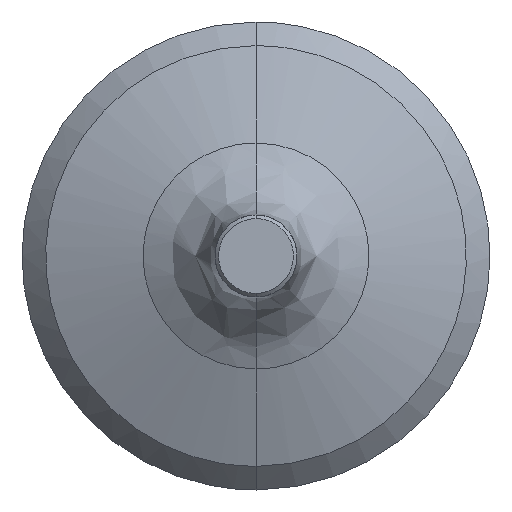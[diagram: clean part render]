
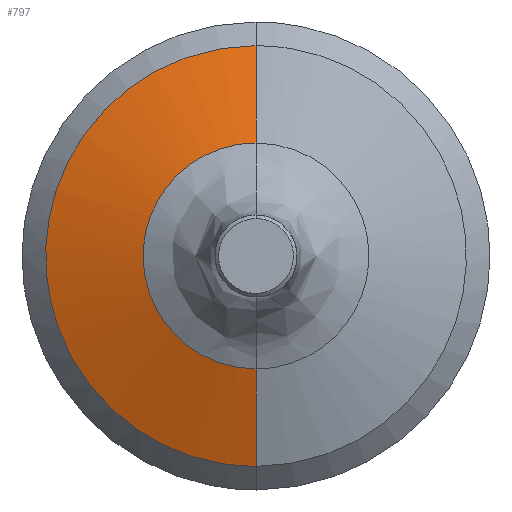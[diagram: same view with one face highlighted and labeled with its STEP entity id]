
A CAD part, left-side view. The second image highlights one B-rep face of the part: STEP entity #797.
In plain terms, the highlighted free-form (B-spline) face has degree [2, 1] with [5, 2] control points.
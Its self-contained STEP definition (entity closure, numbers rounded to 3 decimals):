
#664 = VERTEX_POINT('',#665);
#665 = CARTESIAN_POINT('',(106.719,0.,
    8.339));
#672 = VERTEX_POINT('',#673);
#673 = CARTESIAN_POINT('',(106.719,0.,-8.339));
#764 = EDGE_CURVE('',#765,#767,#769,.T.);
#765 = VERTEX_POINT('',#766);
#766 = CARTESIAN_POINT('',(109.339,0.,
    15.537));
#767 = VERTEX_POINT('',#768);
#768 = CARTESIAN_POINT('',(109.339,0.,-15.537));
#769 = ( BOUNDED_CURVE() B_SPLINE_CURVE(2,(#770,#771,#772,#773,#774),
.UNSPECIFIED.,.F.,.F.) B_SPLINE_CURVE_WITH_KNOTS((3,2,3),(0.,
1.571,3.142),.PIECEWISE_BEZIER_KNOTS.) CURVE() 
GEOMETRIC_REPRESENTATION_ITEM() RATIONAL_B_SPLINE_CURVE((1.,
0.707,1.,0.707,1.)) REPRESENTATION_ITEM('') );
#770 = CARTESIAN_POINT('',(109.339,0.,15.537));
#771 = CARTESIAN_POINT('',(109.339,15.537,15.537
    ));
#772 = CARTESIAN_POINT('',(109.339,15.537,
    0.));
#773 = CARTESIAN_POINT('',(109.339,15.537,
    -15.537));
#774 = CARTESIAN_POINT('',(109.339,0.,
    -15.537));
#797 = ADVANCED_FACE('',(#798),#819,.T.);
#798 = FACE_BOUND('',#799,.T.);
#799 = EDGE_LOOP('',(#800,#808,#813,#814));
#800 = ORIENTED_EDGE('',*,*,#801,.T.);
#801 = EDGE_CURVE('',#672,#664,#802,.T.);
#802 = ( BOUNDED_CURVE() B_SPLINE_CURVE(2,(#803,#804,#805,#806,#807),
.UNSPECIFIED.,.F.,.F.) B_SPLINE_CURVE_WITH_KNOTS((3,2,3),(0.,
1.571,3.142),.PIECEWISE_BEZIER_KNOTS.) CURVE() 
GEOMETRIC_REPRESENTATION_ITEM() RATIONAL_B_SPLINE_CURVE((1.,
0.707,1.,0.707,1.)) REPRESENTATION_ITEM('') );
#803 = CARTESIAN_POINT('',(106.719,0.,-8.339));
#804 = CARTESIAN_POINT('',(106.719,8.339,
    -8.339));
#805 = CARTESIAN_POINT('',(106.719,8.339,
    0.));
#806 = CARTESIAN_POINT('',(106.719,8.339,8.339
    ));
#807 = CARTESIAN_POINT('',(106.719,0.,
    8.339));
#808 = ORIENTED_EDGE('',*,*,#809,.T.);
#809 = EDGE_CURVE('',#664,#765,#810,.T.);
#810 = B_SPLINE_CURVE_WITH_KNOTS('',1,(#811,#812),.UNSPECIFIED.,.F.,.F.,
  (2,2),(-7.513,0.),.PIECEWISE_BEZIER_KNOTS.);
#811 = CARTESIAN_POINT('',(106.719,0.,
    8.339));
#812 = CARTESIAN_POINT('',(109.339,0.,
    15.537));
#813 = ORIENTED_EDGE('',*,*,#764,.T.);
#814 = ORIENTED_EDGE('',*,*,#815,.F.);
#815 = EDGE_CURVE('',#672,#767,#816,.T.);
#816 = B_SPLINE_CURVE_WITH_KNOTS('',1,(#817,#818),.UNSPECIFIED.,.F.,.F.,
  (2,2),(-7.513,0.),.PIECEWISE_BEZIER_KNOTS.);
#817 = CARTESIAN_POINT('',(106.719,0.,-8.339));
#818 = CARTESIAN_POINT('',(109.339,0.,-15.537));
#819 = ( BOUNDED_SURFACE() B_SPLINE_SURFACE(2,1,(
    (#820,#821)
    ,(#822,#823)
    ,(#824,#825)
    ,(#826,#827)
,(#828,#829
    )),.UNSPECIFIED.,.F.,.F.,.F.) B_SPLINE_SURFACE_WITH_KNOTS((3,2,3),(2
    ,2),(0.,1.571,3.142),(-7.513,
    0.),.PIECEWISE_BEZIER_KNOTS.) 
GEOMETRIC_REPRESENTATION_ITEM() RATIONAL_B_SPLINE_SURFACE((
    (1.,1.)
    ,(0.707,0.707)
    ,(1.,1.)
    ,(0.707,0.707)
,(1.,1.))) REPRESENTATION_ITEM('') SURFACE() );
#820 = CARTESIAN_POINT('',(106.719,0.,-8.339));
#821 = CARTESIAN_POINT('',(109.339,0.,-15.537));
#822 = CARTESIAN_POINT('',(106.719,8.339,
    -8.339));
#823 = CARTESIAN_POINT('',(109.339,15.537,
    -15.537));
#824 = CARTESIAN_POINT('',(106.719,8.339,
    0.));
#825 = CARTESIAN_POINT('',(109.339,15.537,
    0.));
#826 = CARTESIAN_POINT('',(106.719,8.339,8.339
    ));
#827 = CARTESIAN_POINT('',(109.339,15.537,15.537
    ));
#828 = CARTESIAN_POINT('',(106.719,0.,
    8.339));
#829 = CARTESIAN_POINT('',(109.339,0.,
    15.537));
